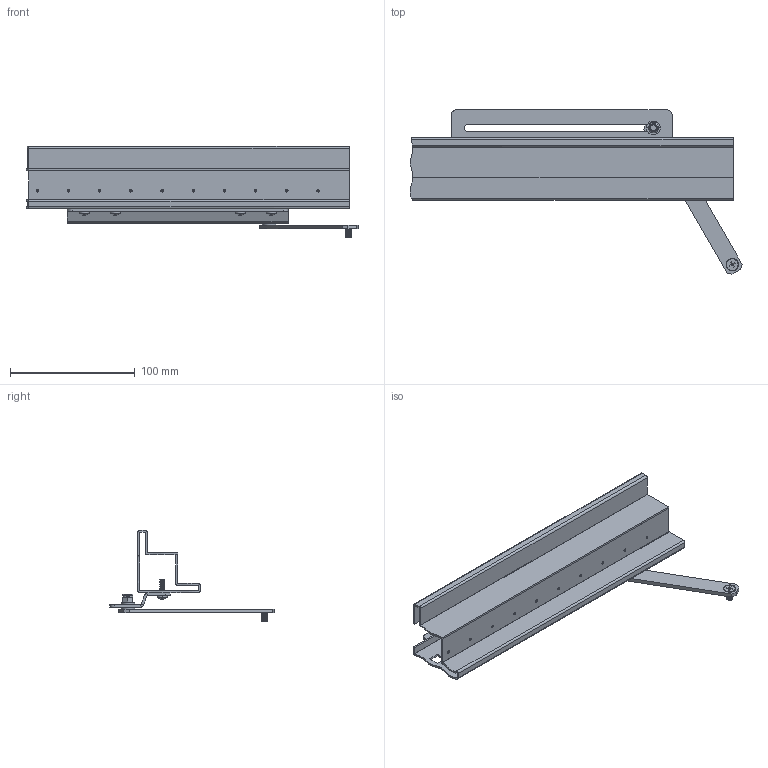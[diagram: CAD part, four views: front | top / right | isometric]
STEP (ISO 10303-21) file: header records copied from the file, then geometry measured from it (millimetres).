
FILE_DESCRIPTION (( 'STEP AP203' ), '1' );
FILE_NAME ('R5AE03.step', '2011-04-07T09:11:13', ( 'User' ), ( 'DKC' ), 'SwSTEP 2.0', 'SolidWorks 2011', '' );
FILE_SCHEMA (( 'CONFIG_CONTROL_DESIGN' ));
Length unit declared in the file: millimetre
Products named in the file (9): R5AE03; Washer DIN 433 - 6.4_Washer DIN 433 - 6.4; bar screw_111111111111; Screw M5 x 10_Screw M5 x 10 - Z --- 10S; R5A07 Wood screw 4.2x13_Tapping screw DIN 7049-ST4.2x13-F-H-S; Nut M5_DIN EN ISO 7040 - M5 - S; Bar; Plate; Traversa frontale1_400
Assembly tree (12 placements, depth 2):
  R5AE03
    Screw M5 x 10_Screw M5 x 10 - Z --- 10S
    Bar
    Plate
    Washer DIN 433 - 6.4_Washer DIN 433 - 6.4  x2
    bar screw_111111111111
    Nut M5_DIN EN ISO 7040 - M5 - S
    R5A07 Wood screw 4.2x13_Tapping screw DIN 7049-ST4.2x13-F-H-S  x4
    Traversa frontale1_400
Bounding box: 266.13 x 131.68 x 73 mm (x, y, z)
Volume: 90929.3 mm3; surface area: 118068 mm2
Topology: 12 solids, 12 shells, 867 faces, 2053 edges, 1223 vertices
Faces by surface type: cone 322, plane 273, cylinder 247, bspline 11, sphere 8, torus 6
Entity records: 19330 total; most frequent: CARTESIAN_POINT 3742, DIRECTION 3229, ORIENTED_EDGE 2914, EDGE_CURVE 1457, AXIS2_PLACEMENT_3D 1222, VERTEX_POINT 885, VECTOR 785, LINE 785
